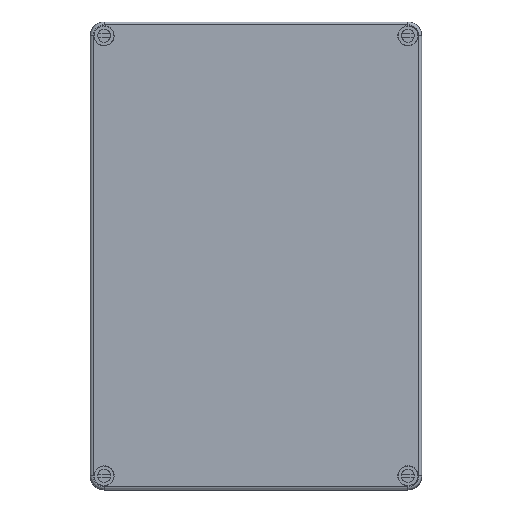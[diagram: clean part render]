
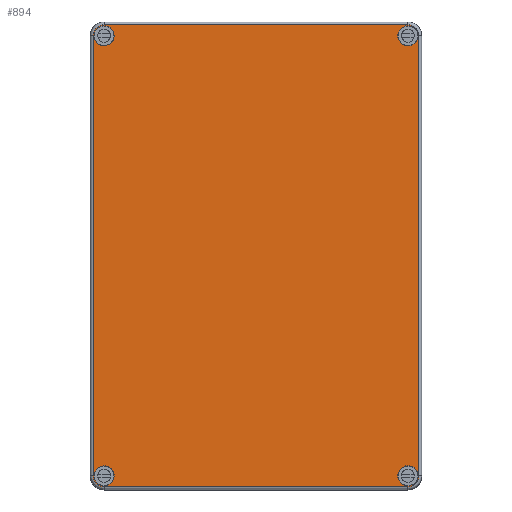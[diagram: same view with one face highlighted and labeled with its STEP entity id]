
A CAD part, top view. The second image highlights one B-rep face of the part: STEP entity #894.
In plain terms, the highlighted planar face has unit normal (0, 0, 1).
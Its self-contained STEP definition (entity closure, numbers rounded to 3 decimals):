
#894 = ADVANCED_FACE( '', ( #2403, #2404, #2405, #2406, #2407 ), #2408, .T. );
#2403 = FACE_OUTER_BOUND( '', #4806, .T. );
#2404 = FACE_BOUND( '', #4807, .T. );
#2405 = FACE_BOUND( '', #4808, .T. );
#2406 = FACE_BOUND( '', #4809, .T. );
#2407 = FACE_BOUND( '', #4810, .T. );
#2408 = PLANE( '', #4811 );
#4806 = EDGE_LOOP( '', ( #7373, #7374, #7375, #7376, #7377, #7378, #7379, #7380 ) );
#4807 = EDGE_LOOP( '', ( #7381 ) );
#4808 = EDGE_LOOP( '', ( #7382 ) );
#4809 = EDGE_LOOP( '', ( #7383 ) );
#4810 = EDGE_LOOP( '', ( #7384 ) );
#4811 = AXIS2_PLACEMENT_3D( '', #7385, #7386, #7387 );
#7373 = ORIENTED_EDGE( '', *, *, #13063, .F. );
#7374 = ORIENTED_EDGE( '', *, *, #13064, .F. );
#7375 = ORIENTED_EDGE( '', *, *, #13065, .T. );
#7376 = ORIENTED_EDGE( '', *, *, #13066, .F. );
#7377 = ORIENTED_EDGE( '', *, *, #13067, .T. );
#7378 = ORIENTED_EDGE( '', *, *, #13068, .T. );
#7379 = ORIENTED_EDGE( '', *, *, #13069, .F. );
#7380 = ORIENTED_EDGE( '', *, *, #13070, .T. );
#7381 = ORIENTED_EDGE( '', *, *, #13071, .T. );
#7382 = ORIENTED_EDGE( '', *, *, #13072, .T. );
#7383 = ORIENTED_EDGE( '', *, *, #13073, .T. );
#7384 = ORIENTED_EDGE( '', *, *, #13057, .T. );
#7385 = CARTESIAN_POINT( '', ( 0., 0., 18. ) );
#7386 = DIRECTION( '', ( 0., 0., 1. ) );
#7387 = DIRECTION( '', ( 1., 0., 0. ) );
#13057 = EDGE_CURVE( '', #15402, #15402, #15403, .T. );
#13063 = EDGE_CURVE( '', #15411, #15412, #15413, .T. );
#13064 = EDGE_CURVE( '', #15414, #15411, #15415, .T. );
#13065 = EDGE_CURVE( '', #15414, #15416, #15417, .T. );
#13066 = EDGE_CURVE( '', #15418, #15416, #15419, .T. );
#13067 = EDGE_CURVE( '', #15418, #15420, #15421, .T. );
#13068 = EDGE_CURVE( '', #15420, #15422, #15423, .T. );
#13069 = EDGE_CURVE( '', #15424, #15422, #15425, .T. );
#13070 = EDGE_CURVE( '', #15424, #15412, #15426, .T. );
#13071 = EDGE_CURVE( '', #15427, #15427, #15428, .T. );
#13072 = EDGE_CURVE( '', #15429, #15429, #15430, .T. );
#13073 = EDGE_CURVE( '', #15431, #15431, #15432, .T. );
#15402 = VERTEX_POINT( '', #18751 );
#15403 = CIRCLE( '', #18752, 5.5 );
#15411 = VERTEX_POINT( '', #18762 );
#15412 = VERTEX_POINT( '', #18763 );
#15413 = CIRCLE( '', #18764, 5.942 );
#15414 = VERTEX_POINT( '', #18765 );
#15415 = LINE( '', #18766, #18767 );
#15416 = VERTEX_POINT( '', #18768 );
#15417 = CIRCLE( '', #18769, 5.942 );
#15418 = VERTEX_POINT( '', #18770 );
#15419 = LINE( '', #18771, #18772 );
#15420 = VERTEX_POINT( '', #18773 );
#15421 = CIRCLE( '', #18774, 5.942 );
#15422 = VERTEX_POINT( '', #18775 );
#15423 = LINE( '', #18776, #18777 );
#15424 = VERTEX_POINT( '', #18778 );
#15425 = CIRCLE( '', #18779, 5.942 );
#15426 = LINE( '', #18780, #18781 );
#15427 = VERTEX_POINT( '', #18782 );
#15428 = CIRCLE( '', #18783, 5.5 );
#15429 = VERTEX_POINT( '', #18784 );
#15430 = CIRCLE( '', #18785, 5.5 );
#15431 = VERTEX_POINT( '', #18786 );
#15432 = CIRCLE( '', #18787, 5.5 );
#18751 = CARTESIAN_POINT( '', ( -88., 119.5, 18. ) );
#18752 = AXIS2_PLACEMENT_3D( '', #22865, #22866, #22867 );
#18762 = CARTESIAN_POINT( '', ( -82.5, -125.442, 18. ) );
#18763 = CARTESIAN_POINT( '', ( -88.442, -119.5, 18. ) );
#18764 = AXIS2_PLACEMENT_3D( '', #22873, #22874, #22875 );
#18765 = CARTESIAN_POINT( '', ( 82.5, -125.442, 18. ) );
#18766 = CARTESIAN_POINT( '', ( 100., -125.442, 18. ) );
#18767 = VECTOR( '', #22876, 1000. );
#18768 = CARTESIAN_POINT( '', ( 88.442, -119.5, 18. ) );
#18769 = AXIS2_PLACEMENT_3D( '', #22877, #22878, #22879 );
#18770 = CARTESIAN_POINT( '', ( 88.442, 119.5, 18. ) );
#18771 = CARTESIAN_POINT( '', ( 88.442, 150., 18. ) );
#18772 = VECTOR( '', #22880, 1000. );
#18773 = CARTESIAN_POINT( '', ( 82.5, 125.442, 18. ) );
#18774 = AXIS2_PLACEMENT_3D( '', #22881, #22882, #22883 );
#18775 = CARTESIAN_POINT( '', ( -82.5, 125.442, 18. ) );
#18776 = CARTESIAN_POINT( '', ( 100., 125.442, 18. ) );
#18777 = VECTOR( '', #22884, 1000. );
#18778 = CARTESIAN_POINT( '', ( -88.442, 119.5, 18. ) );
#18779 = AXIS2_PLACEMENT_3D( '', #22885, #22886, #22887 );
#18780 = CARTESIAN_POINT( '', ( -88.442, 150., 18. ) );
#18781 = VECTOR( '', #22888, 1000. );
#18782 = CARTESIAN_POINT( '', ( -88., -119.5, 18. ) );
#18783 = AXIS2_PLACEMENT_3D( '', #22889, #22890, #22891 );
#18784 = CARTESIAN_POINT( '', ( 77., -119.5, 18. ) );
#18785 = AXIS2_PLACEMENT_3D( '', #22892, #22893, #22894 );
#18786 = CARTESIAN_POINT( '', ( 77., 119.5, 18. ) );
#18787 = AXIS2_PLACEMENT_3D( '', #22895, #22896, #22897 );
#22865 = CARTESIAN_POINT( '', ( -82.5, 119.5, 18. ) );
#22866 = DIRECTION( '', ( 0., 0., -1. ) );
#22867 = DIRECTION( '', ( -1., 0., 0. ) );
#22873 = CARTESIAN_POINT( '', ( -82.5, -119.5, 18. ) );
#22874 = DIRECTION( '', ( 0., 0., -1. ) );
#22875 = DIRECTION( '', ( -1., 0., 0. ) );
#22876 = DIRECTION( '', ( -1., 0., 0. ) );
#22877 = CARTESIAN_POINT( '', ( 82.5, -119.5, 18. ) );
#22878 = DIRECTION( '', ( 0., 0., 1. ) );
#22879 = DIRECTION( '', ( 1., 0., 0. ) );
#22880 = DIRECTION( '', ( 0., -1., 0. ) );
#22881 = CARTESIAN_POINT( '', ( 82.5, 119.5, 18. ) );
#22882 = DIRECTION( '', ( 0., 0., 1. ) );
#22883 = DIRECTION( '', ( 1., 0., 0. ) );
#22884 = DIRECTION( '', ( -1., 0., 0. ) );
#22885 = CARTESIAN_POINT( '', ( -82.5, 119.5, 18. ) );
#22886 = DIRECTION( '', ( 0., 0., -1. ) );
#22887 = DIRECTION( '', ( -1., 0., 0. ) );
#22888 = DIRECTION( '', ( 0., -1., 0. ) );
#22889 = CARTESIAN_POINT( '', ( -82.5, -119.5, 18. ) );
#22890 = DIRECTION( '', ( 0., 0., -1. ) );
#22891 = DIRECTION( '', ( -1., 0., 0. ) );
#22892 = CARTESIAN_POINT( '', ( 82.5, -119.5, 18. ) );
#22893 = DIRECTION( '', ( 0., 0., -1. ) );
#22894 = DIRECTION( '', ( -1., 0., 0. ) );
#22895 = CARTESIAN_POINT( '', ( 82.5, 119.5, 18. ) );
#22896 = DIRECTION( '', ( 0., 0., -1. ) );
#22897 = DIRECTION( '', ( -1., 0., 0. ) );
